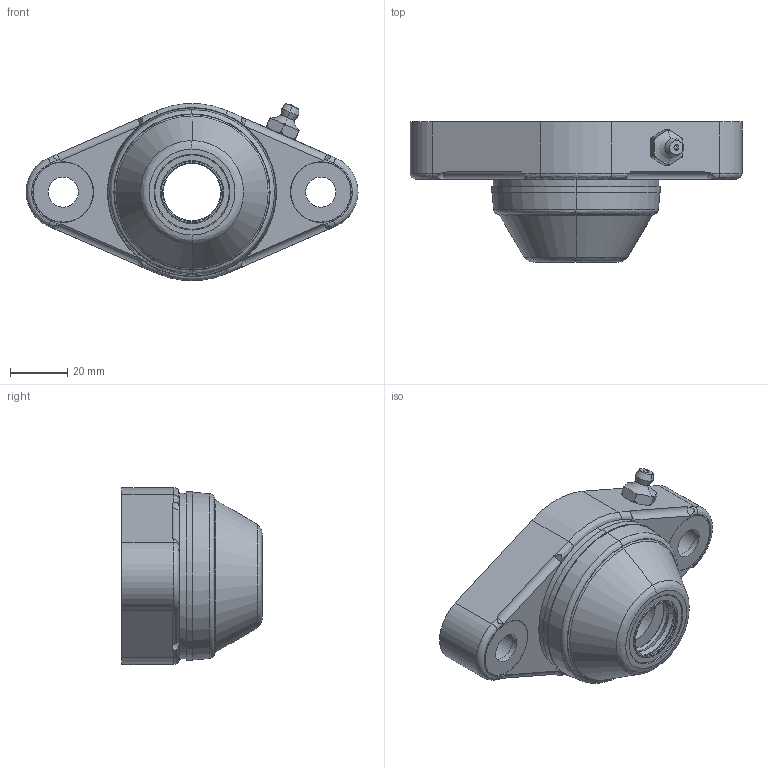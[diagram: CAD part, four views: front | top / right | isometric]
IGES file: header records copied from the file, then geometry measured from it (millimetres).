
Start section:  PTC IGES file: B0000679102.igs
Global section: file name: B0000679102.igs; native system: Pro/ENGINEER by Parametric Technology Corporation; preprocessor: 2010020; author: RCRU51; organization: Rex Nord Marbet spa; date: 20110411.112555; units: millimetre
Bounding box: 116 x 49 x 61.86 mm (x, y, z)
Volume: 112575 mm3; surface area: 37971.2 mm2
Topology: 1 solids, 1 shells, 264 faces, 581 edges, 359 vertices
Faces by surface type: revolution 198, bspline 66
